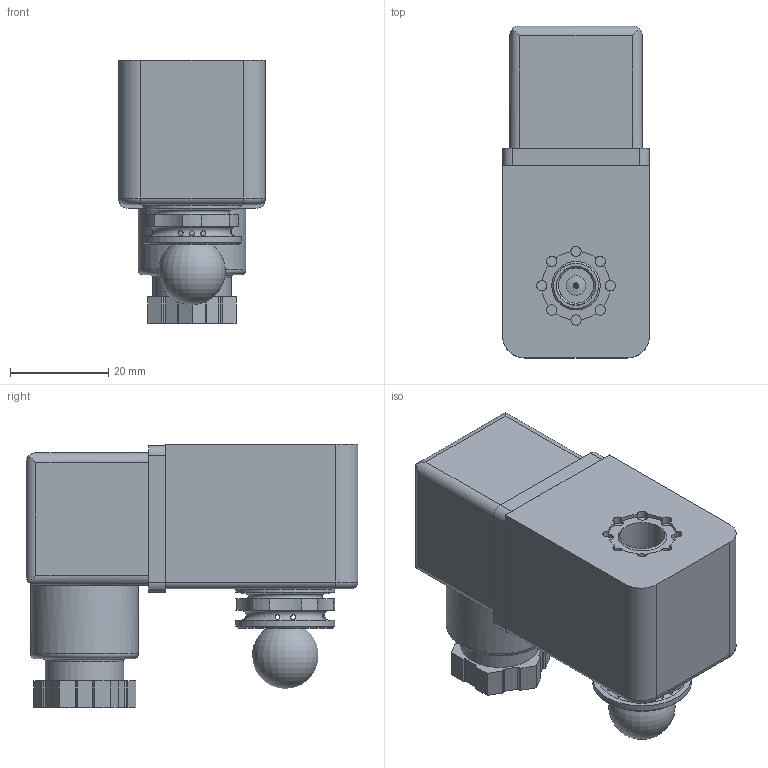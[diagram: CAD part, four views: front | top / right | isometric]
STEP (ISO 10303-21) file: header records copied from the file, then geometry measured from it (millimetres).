
FILE_DESCRIPTION(/* description */ ('STEP AP214'),/* implementation_level */ '2;1');
FILE_NAME(/* name */ '8029139_VACN-N-A1-1-EX4-A',/* time_stamp */ '2024-09-16T05:40:34+02:00',/* author */ ('License CC BY-ND 4.0'),/* organization */ ('CADENAS'),/* preprocessor_version */ 'ST-DEVELOPER v19.3',/* originating_system */ 'PARTsolutions',/* authorisation */ ' ');
FILE_SCHEMA (('AUTOMOTIVE_DESIGN {1 0 10303 214 3 1 1}'));
Length unit declared in the file: millimetre
Products named in the file (4): 8029139 VACN-N-A1-1-EX4-A; 706921 VACN-N-A1-1-EX4-A_p; 706918 M8X0,75; 747856 MD-3/2-24DC-PI-IA-EX
Assembly tree (3 placements, depth 2):
  8029139 VACN-N-A1-1-EX4-A
    706921 VACN-N-A1-1-EX4-A_p
    706918 M8X0,75
    747856 MD-3/2-24DC-PI-IA-EX
Bounding box: 30 x 67.7 x 53.75 mm (x, y, z)
Volume: 58440.6 mm3; surface area: 18890.4 mm2
Topology: 3 solids, 3 shells, 359 faces, 892 edges, 586 vertices
Faces by surface type: plane 207, cylinder 106, cone 35, torus 11
Full cylindrical faces by diameter (mm): 1 x10, 1.65 x3, 2.1 x8, 2.459 x1, 3 x1, 6 x1, 6.5 x1, 7.188 x1, 8 x1, 9.2 x1, 10 x1, 10.4 x1, 13.4 x1, 16 x2, 20.2 x2, 22 x1, 22.5 x1
Entity records: 12218 total; most frequent: CARTESIAN_POINT 2255, DIRECTION 1700, ORIENTED_EDGE 1612, EDGE_CURVE 806, AXIS2_PLACEMENT_3D 648, VERTEX_POINT 560, FACE_BOUND 494, EDGE_LOOP 492
